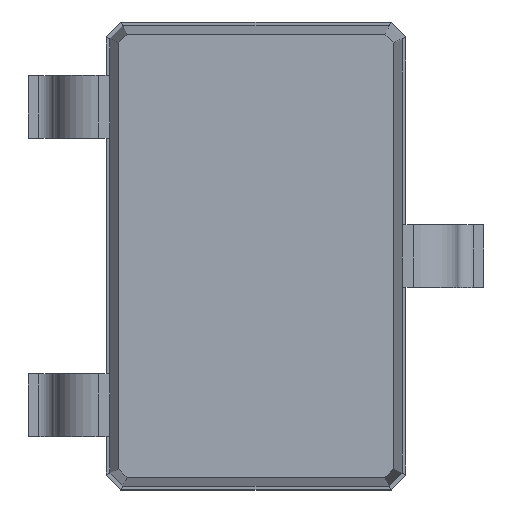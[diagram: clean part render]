
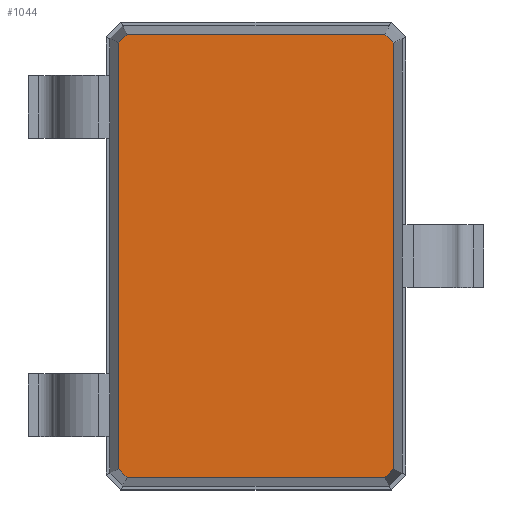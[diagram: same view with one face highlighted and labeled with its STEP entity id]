
A CAD part, top view. The second image highlights one B-rep face of the part: STEP entity #1044.
In plain terms, the highlighted planar face has unit normal (0, 0, 1).
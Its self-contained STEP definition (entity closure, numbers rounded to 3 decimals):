
#12=DIRECTION('',(0.,0.,1.));
#26=VECTOR('',#27,1.);
#27=DIRECTION('',(1.,0.,0.));
#50=VECTOR('',#51,1.);
#51=DIRECTION('',(0.707,-0.707,0.));
#57=VECTOR('',#58,1.);
#58=DIRECTION('',(0.,-1.,0.));
#64=VECTOR('',#65,1.);
#65=DIRECTION('',(-0.707,-0.707,0.));
#71=VECTOR('',#72,1.);
#72=DIRECTION('',(-1.,0.,0.));
#78=VECTOR('',#79,1.);
#79=DIRECTION('',(-0.707,0.707,0.));
#85=VECTOR('',#86,1.);
#86=DIRECTION('',(0.,1.,0.));
#90=VECTOR('',#91,1.);
#91=DIRECTION('',(0.707,0.707,0.));
#486=VERTEX_POINT('',#487);
#487=CARTESIAN_POINT('',(0.82,1.411,1.));
#490=EDGE_CURVE('',#491,#486,#493,.T.);
#491=VERTEX_POINT('',#492);
#492=CARTESIAN_POINT('',(-0.82,1.411,1.));
#493=LINE('',#492,#26);
#1036=VERTEX_POINT('',#1037);
#1037=CARTESIAN_POINT('',(0.876,1.355,1.));
#1040=EDGE_CURVE('',#486,#1036,#1041,.T.);
#1041=LINE('',#487,#50);
#1044=ADVANCED_FACE('',(#1045),#1077,.T.);
#1045=FACE_BOUND('',#1046,.F.);
#1046=EDGE_LOOP('',(#1047,#1048,#1049,#1054,#1059,#1064,#1069,#1074));
#1047=ORIENTED_EDGE('',*,*,#490,.T.);
#1048=ORIENTED_EDGE('',*,*,#1040,.T.);
#1049=ORIENTED_EDGE('',*,*,#1050,.T.);
#1050=EDGE_CURVE('',#1036,#1051,#1053,.T.);
#1051=VERTEX_POINT('',#1052);
#1052=CARTESIAN_POINT('',(0.876,-1.355,1.));
#1053=LINE('',#1037,#57);
#1054=ORIENTED_EDGE('',*,*,#1055,.T.);
#1055=EDGE_CURVE('',#1051,#1056,#1058,.T.);
#1056=VERTEX_POINT('',#1057);
#1057=CARTESIAN_POINT('',(0.82,-1.411,1.));
#1058=LINE('',#1052,#64);
#1059=ORIENTED_EDGE('',*,*,#1060,.T.);
#1060=EDGE_CURVE('',#1056,#1061,#1063,.T.);
#1061=VERTEX_POINT('',#1062);
#1062=CARTESIAN_POINT('',(-0.82,-1.411,1.));
#1063=LINE('',#1057,#71);
#1064=ORIENTED_EDGE('',*,*,#1065,.T.);
#1065=EDGE_CURVE('',#1061,#1066,#1068,.T.);
#1066=VERTEX_POINT('',#1067);
#1067=CARTESIAN_POINT('',(-0.876,-1.355,1.));
#1068=LINE('',#1062,#78);
#1069=ORIENTED_EDGE('',*,*,#1070,.T.);
#1070=EDGE_CURVE('',#1066,#1071,#1073,.T.);
#1071=VERTEX_POINT('',#1072);
#1072=CARTESIAN_POINT('',(-0.876,1.355,1.));
#1073=LINE('',#1067,#85);
#1074=ORIENTED_EDGE('',*,*,#1075,.T.);
#1075=EDGE_CURVE('',#1071,#491,#1076,.T.);
#1076=LINE('',#1072,#90);
#1077=PLANE('',#1078);
#1078=AXIS2_PLACEMENT_3D('',#492,#12,#1079);
#1079=DIRECTION('',(0.503,-0.864,0.));
